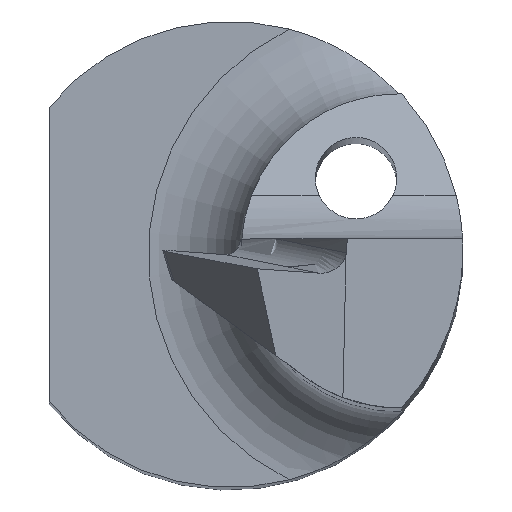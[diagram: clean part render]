
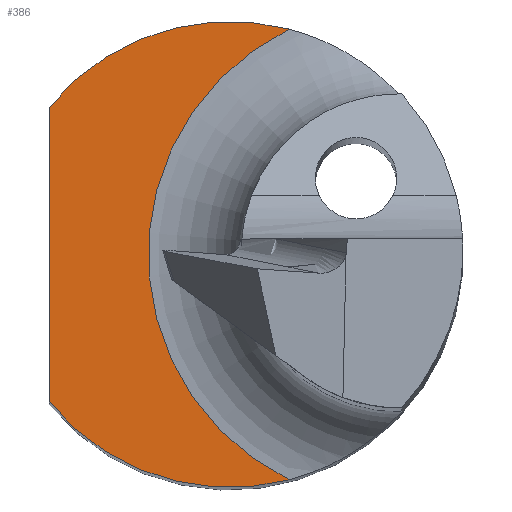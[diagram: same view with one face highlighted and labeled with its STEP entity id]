
A CAD part, top view. The second image highlights one B-rep face of the part: STEP entity #386.
In plain terms, the highlighted planar face has unit normal (0, 0, 1).
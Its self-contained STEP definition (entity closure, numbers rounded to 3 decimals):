
#21 = CIRCLE ( 'NONE', #235, 2.15 ) ;
#70 = EDGE_CURVE ( 'NONE', #934, #283, #298, .T. ) ;
#88 = ORIENTED_EDGE ( 'NONE', *, *, #232, .F. ) ;
#105 = AXIS2_PLACEMENT_3D ( 'NONE', #874, #511, #171 ) ;
#132 = VERTEX_POINT ( 'NONE', #165 ) ;
#165 = CARTESIAN_POINT ( 'NONE',  ( -1.55, 1.264, 13.75 ) ) ;
#168 = DIRECTION ( 'NONE',  ( 0., 0., -1. ) ) ;
#171 = DIRECTION ( 'NONE',  ( -1., 0., 0. ) ) ;
#204 = DIRECTION ( 'NONE',  ( -1., 0., 0. ) ) ;
#232 = EDGE_CURVE ( 'NONE', #132, #443, #315, .T. ) ;
#235 = AXIS2_PLACEMENT_3D ( 'NONE', #419, #807, #204 ) ;
#280 = PLANE ( 'NONE',  #105 ) ;
#283 = VERTEX_POINT ( 'NONE', #706 ) ;
#286 = DIRECTION ( 'NONE',  ( 0., -1., 0. ) ) ;
#289 = DIRECTION ( 'NONE',  ( 0., 0., -1. ) ) ;
#290 = ORIENTED_EDGE ( 'NONE', *, *, #70, .F. ) ;
#295 = CARTESIAN_POINT ( 'NONE',  ( 0., 0., 13.75 ) ) ;
#298 = CIRCLE ( 'NONE', #555, 2. ) ;
#301 = ORIENTED_EDGE ( 'NONE', *, *, #749, .F. ) ;
#315 = CIRCLE ( 'NONE', #870, 2. ) ;
#334 = EDGE_CURVE ( 'NONE', #132, #283, #374, .T. ) ;
#360 = EDGE_LOOP ( 'NONE', ( #88, #620, #290, #301 ) ) ;
#374 = LINE ( 'NONE', #720, #695 ) ;
#386 = ADVANCED_FACE ( 'NONE', ( #725 ), #280, .T. ) ;
#419 = CARTESIAN_POINT ( 'NONE',  ( 1.45, 0., 13.75 ) ) ;
#443 = VERTEX_POINT ( 'NONE', #906 ) ;
#466 = DIRECTION ( 'NONE',  ( -1., 0., 0. ) ) ;
#511 = DIRECTION ( 'NONE',  ( 0., 0., 1. ) ) ;
#555 = AXIS2_PLACEMENT_3D ( 'NONE', #295, #289, #896 ) ;
#620 = ORIENTED_EDGE ( 'NONE', *, *, #334, .T. ) ;
#691 = CARTESIAN_POINT ( 'NONE',  ( 0.51, -1.934, 13.75 ) ) ;
#695 = VECTOR ( 'NONE', #286, 1000. ) ;
#706 = CARTESIAN_POINT ( 'NONE',  ( -1.55, -1.264, 13.75 ) ) ;
#720 = CARTESIAN_POINT ( 'NONE',  ( -1.55, 2., 13.75 ) ) ;
#725 = FACE_OUTER_BOUND ( 'NONE', #360, .T. ) ;
#749 = EDGE_CURVE ( 'NONE', #443, #934, #21, .T. ) ;
#753 = CARTESIAN_POINT ( 'NONE',  ( 0., 0., 13.75 ) ) ;
#807 = DIRECTION ( 'NONE',  ( 0., 0., 1. ) ) ;
#870 = AXIS2_PLACEMENT_3D ( 'NONE', #753, #168, #466 ) ;
#874 = CARTESIAN_POINT ( 'NONE',  ( 0., 0., 13.75 ) ) ;
#896 = DIRECTION ( 'NONE',  ( -1., 0., 0. ) ) ;
#906 = CARTESIAN_POINT ( 'NONE',  ( 0.51, 1.934, 13.75 ) ) ;
#934 = VERTEX_POINT ( 'NONE', #691 ) ;
